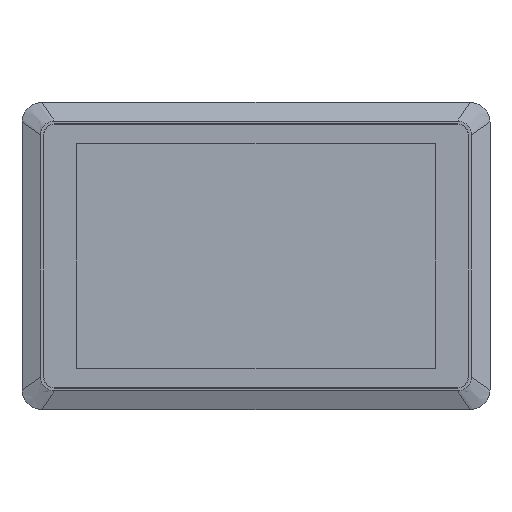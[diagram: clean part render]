
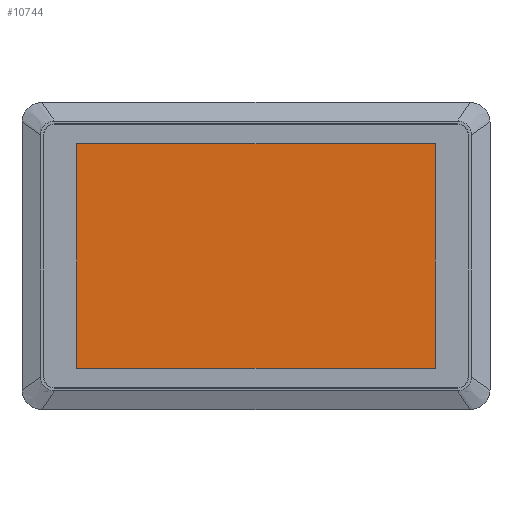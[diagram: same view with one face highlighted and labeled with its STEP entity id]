
A CAD part, top view. The second image highlights one B-rep face of the part: STEP entity #10744.
In plain terms, the highlighted face is planar.
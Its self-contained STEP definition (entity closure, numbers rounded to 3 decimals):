
#10350=DIRECTION('',(0.,0.,-1.));
#10351=VECTOR('',#10350,136.36);
#10352=CARTESIAN_POINT('',(108.79,0.1,68.18));
#10353=LINE('',#10352,#10351);
#10354=DIRECTION('',(-1.,0.,0.));
#10355=VECTOR('',#10354,217.58);
#10356=CARTESIAN_POINT('',(108.79,0.1,-68.18));
#10357=LINE('',#10356,#10355);
#10358=DIRECTION('',(0.,0.,1.));
#10359=VECTOR('',#10358,136.36);
#10360=CARTESIAN_POINT('',(-108.79,0.1,-68.18));
#10361=LINE('',#10360,#10359);
#10362=DIRECTION('',(1.,0.,0.));
#10363=VECTOR('',#10362,217.58);
#10364=CARTESIAN_POINT('',(-108.79,0.1,68.18));
#10365=LINE('',#10364,#10363);
#10390=CARTESIAN_POINT('',(108.79,0.1,-68.18));
#10391=VERTEX_POINT('',#10390);
#10392=CARTESIAN_POINT('',(108.79,0.1,68.18));
#10393=VERTEX_POINT('',#10392);
#10394=CARTESIAN_POINT('',(-108.79,0.1,-68.18));
#10395=VERTEX_POINT('',#10394);
#10396=CARTESIAN_POINT('',(-108.79,0.1,68.18));
#10397=VERTEX_POINT('',#10396);
#10733=CARTESIAN_POINT('',(0.,0.1,0.));
#10734=DIRECTION('',(0.,-1.,0.));
#10735=DIRECTION('',(-1.,0.,0.));
#10736=AXIS2_PLACEMENT_3D('',#10733,#10734,#10735);
#10737=PLANE('',#10736);
#10738=ORIENTED_EDGE('',*,*,#10685,.T.);
#10739=ORIENTED_EDGE('',*,*,#10700,.T.);
#10740=ORIENTED_EDGE('',*,*,#10714,.T.);
#10741=ORIENTED_EDGE('',*,*,#10727,.T.);
#10742=EDGE_LOOP('',(#10738,#10739,#10740,#10741));
#10743=FACE_OUTER_BOUND('',#10742,.F.);
#10685=EDGE_CURVE('',#10393,#10391,#10353,.T.);
#10700=EDGE_CURVE('',#10391,#10395,#10357,.T.);
#10714=EDGE_CURVE('',#10395,#10397,#10361,.T.);
#10727=EDGE_CURVE('',#10397,#10393,#10365,.T.);
#10744=ADVANCED_FACE('',(#10743),#10737,.T.);
